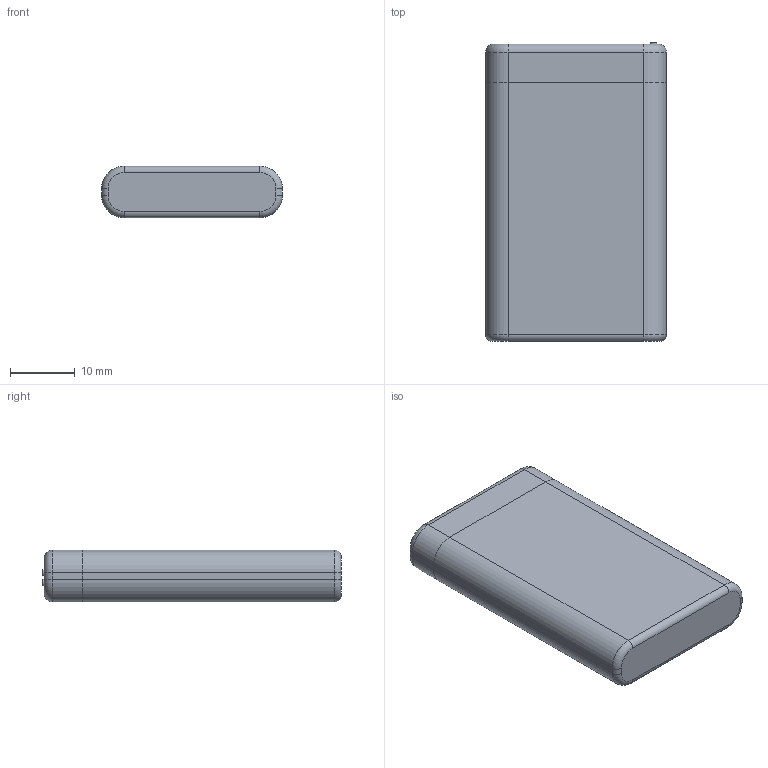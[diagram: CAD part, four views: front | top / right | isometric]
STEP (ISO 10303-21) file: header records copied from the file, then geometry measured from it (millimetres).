
FILE_DESCRIPTION(/* description */ (''),/* implementation_level */ '2;1');
FILE_NAME(/* name */ '1100mAh lipo v8.step',/* time_stamp */ '2021-08-09T19:06:38+03:00',/* author */ (''),/* organization */ (''),/* preprocessor_version */ 'ST-DEVELOPER v18.1',/* originating_system */ 'Autodesk Translation Framework v10.9.0.1377',/* authorisation */ '');
FILE_SCHEMA (('AUTOMOTIVE_DESIGN { 1 0 10303 214 3 1 1 }'));
Length unit declared in the file: millimetre
Products named in the file (1): 1100mAh lipo
Bounding box: 28 x 46.2 x 8 mm (x, y, z)
Volume: 9785.2 mm3; surface area: 3829.1 mm2
Topology: 4 solids, 4 shells, 42 faces, 86 edges, 52 vertices
Faces by surface type: cylinder 18, plane 16, torus 8
Full cylindrical faces by diameter (mm): 1 x2
Entity records: 1164 total; most frequent: DIRECTION 216, CARTESIAN_POINT 181, ORIENTED_EDGE 172, AXIS2_PLACEMENT_3D 87, EDGE_CURVE 86, VERTEX_POINT 52, CIRCLE 44, LINE 42
